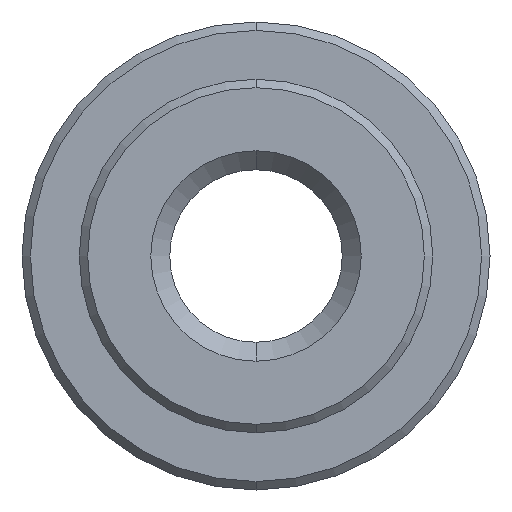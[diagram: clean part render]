
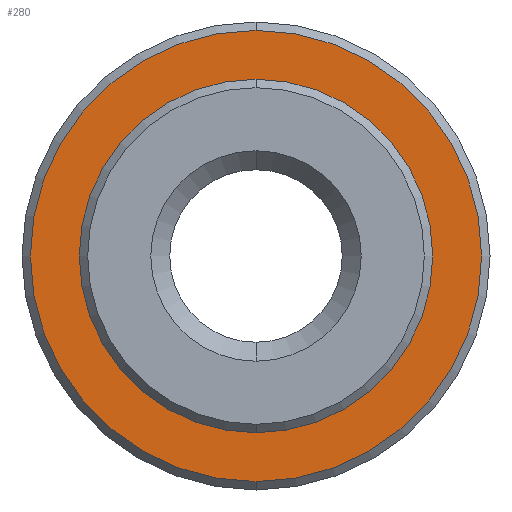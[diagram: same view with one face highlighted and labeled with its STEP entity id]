
A CAD part, front view. The second image highlights one B-rep face of the part: STEP entity #280.
In plain terms, the highlighted planar face has unit normal (0, -1, 0).
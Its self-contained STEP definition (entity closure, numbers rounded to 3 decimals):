
#26 = DIRECTION ( 'NONE',  ( 0., 0., 1. ) ) ;
#56 = ORIENTED_EDGE ( 'NONE', *, *, #511, .T. ) ;
#65 = DIRECTION ( 'NONE',  ( 0., -1., 0. ) ) ;
#90 = EDGE_CURVE ( 'NONE', #376, #483, #259, .T. ) ;
#111 = DIRECTION ( 'NONE',  ( 0., -1., 0. ) ) ;
#126 = DIRECTION ( 'NONE',  ( 0., 1., 0. ) ) ;
#129 = AXIS2_PLACEMENT_3D ( 'NONE', #643, #65, #279 ) ;
#167 = PLANE ( 'NONE',  #668 ) ;
#174 = DIRECTION ( 'NONE',  ( 0., 0., -1. ) ) ;
#183 = DIRECTION ( 'NONE',  ( 0., 0., 1. ) ) ;
#221 = ORIENTED_EDGE ( 'NONE', *, *, #405, .T. ) ;
#235 = CARTESIAN_POINT ( 'NONE',  ( 0., 0., -2.68 ) ) ;
#259 = CIRCLE ( 'NONE', #578, 2.68 ) ;
#266 = DIRECTION ( 'NONE',  ( 0., -1., 0. ) ) ;
#274 = CARTESIAN_POINT ( 'NONE',  ( -2.1, 0., 0. ) ) ;
#279 = DIRECTION ( 'NONE',  ( 0., 0., -1. ) ) ;
#280 = ADVANCED_FACE ( 'NONE', ( #387, #441 ), #167, .T. ) ;
#295 = EDGE_LOOP ( 'NONE', ( #56, #221 ) ) ;
#301 = CARTESIAN_POINT ( 'NONE',  ( 0., 0., 0. ) ) ;
#333 = AXIS2_PLACEMENT_3D ( 'NONE', #349, #126, #26 ) ;
#349 = CARTESIAN_POINT ( 'NONE',  ( 0., 0., 0. ) ) ;
#376 = VERTEX_POINT ( 'NONE', #558 ) ;
#387 = FACE_OUTER_BOUND ( 'NONE', #636, .T. ) ;
#405 = EDGE_CURVE ( 'NONE', #480, #627, #572, .T. ) ;
#437 = EDGE_CURVE ( 'NONE', #483, #376, #448, .T. ) ;
#441 = FACE_BOUND ( 'NONE', #295, .T. ) ;
#448 = CIRCLE ( 'NONE', #129, 2.68 ) ;
#459 = AXIS2_PLACEMENT_3D ( 'NONE', #301, #618, #183 ) ;
#472 = CARTESIAN_POINT ( 'NONE',  ( 0., 0., 0. ) ) ;
#480 = VERTEX_POINT ( 'NONE', #677 ) ;
#483 = VERTEX_POINT ( 'NONE', #235 ) ;
#511 = EDGE_CURVE ( 'NONE', #627, #480, #564, .T. ) ;
#558 = CARTESIAN_POINT ( 'NONE',  ( 0., 0., 2.68 ) ) ;
#564 = CIRCLE ( 'NONE', #459, 2.1 ) ;
#566 = DIRECTION ( 'NONE',  ( 0., 0., -1. ) ) ;
#572 = CIRCLE ( 'NONE', #333, 2.1 ) ;
#578 = AXIS2_PLACEMENT_3D ( 'NONE', #472, #266, #566 ) ;
#595 = ORIENTED_EDGE ( 'NONE', *, *, #437, .T. ) ;
#618 = DIRECTION ( 'NONE',  ( 0., 1., 0. ) ) ;
#623 = CARTESIAN_POINT ( 'NONE',  ( 0., 0., 2.1 ) ) ;
#627 = VERTEX_POINT ( 'NONE', #623 ) ;
#636 = EDGE_LOOP ( 'NONE', ( #680, #595 ) ) ;
#643 = CARTESIAN_POINT ( 'NONE',  ( 0., 0., 0. ) ) ;
#668 = AXIS2_PLACEMENT_3D ( 'NONE', #274, #111, #174 ) ;
#677 = CARTESIAN_POINT ( 'NONE',  ( 0., 0., -2.1 ) ) ;
#680 = ORIENTED_EDGE ( 'NONE', *, *, #90, .T. ) ;
